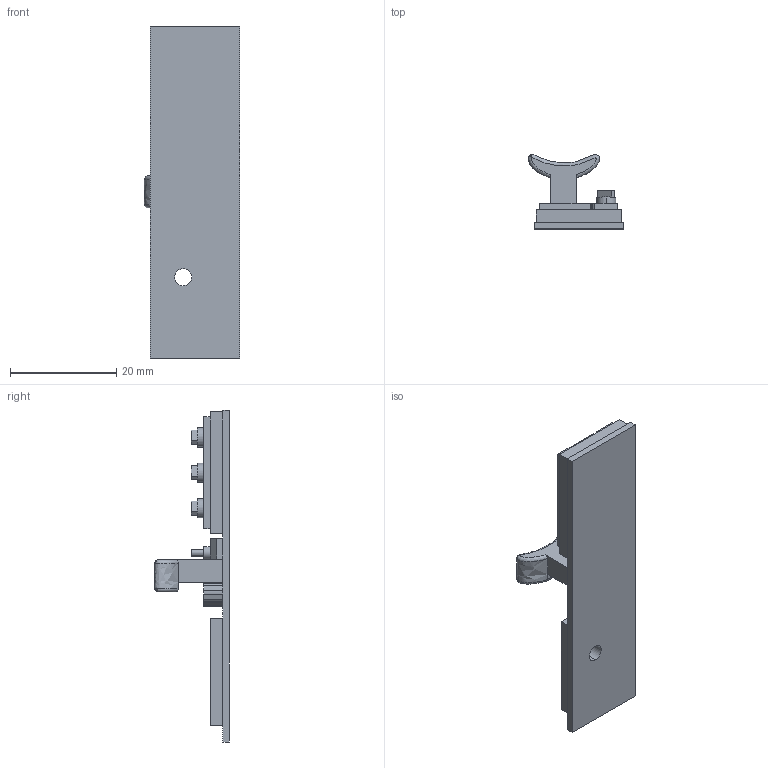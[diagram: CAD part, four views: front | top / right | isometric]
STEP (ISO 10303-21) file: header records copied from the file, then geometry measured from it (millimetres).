
FILE_DESCRIPTION (( 'STEP AP214' ), '1' );
FILE_NAME ('衵耜紱軝怢.STEP', '2023-06-18T09:26:35', ( '' ), ( '' ), 'SwSTEP 2.0', 'SolidWorks 2018', '' );
FILE_SCHEMA (( 'AUTOMOTIVE_DESIGN' ));
Length unit declared in the file: millimetre
Products named in the file (1): 衵耜紱軝怢
Bounding box: 17.87 x 14.03 x 62.4 mm (x, y, z)
Volume: 3328.3 mm3; surface area: 3505.6 mm2
Topology: 1 solids, 1 shells, 145 faces, 373 edges, 244 vertices
Faces by surface type: plane 115, cylinder 23, bspline 7
Entity records: 6587 total; most frequent: CARTESIAN_POINT 2437, ORIENTED_EDGE 742, DIRECTION 675, EDGE_CURVE 371, VECTOR 309, LINE 309, VERTEX_POINT 244, AXIS2_PLACEMENT_3D 183
